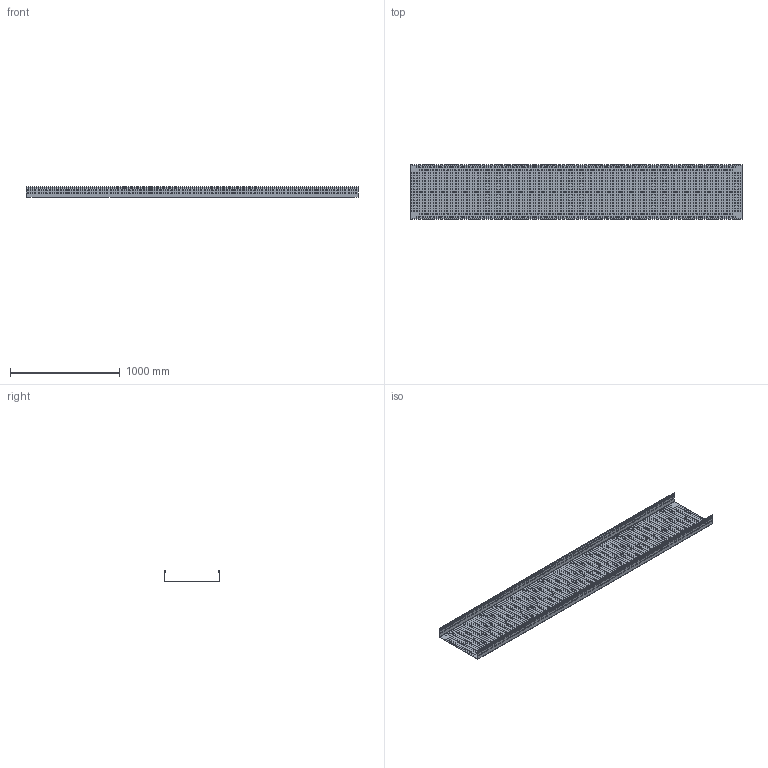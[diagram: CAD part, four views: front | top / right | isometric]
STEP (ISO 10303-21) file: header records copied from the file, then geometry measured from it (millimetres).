
FILE_DESCRIPTION(/* description */ (''),/* implementation_level */ '2;1');
FILE_NAME(/* name */ '487414.stp',/* time_stamp */ '2023-12-19T13:52:26+01:00',/* author */ ('bonnaudn'),/* organization */ (''),/* preprocessor_version */ 'ST-DEVELOPER v19.2',/* originating_system */ 'AutoCAD Mechanical',/* authorisation */ '');
FILE_SCHEMA (('AUTOMOTIVE_DESIGN { 1 0 10303 214 3 1 1 }'));
Products named in the file (1): Product
Bounding box: 3030 x 500.4 x 100.2 mm (x, y, z)
Volume: 3242419.5 mm3; surface area: 4830228.1 mm2
Topology: 1 solids, 2799 shells, 2836 faces, 11126 edges, 11090 vertices
Faces by surface type: plane 2816, cylinder 20
Entity records: 125749 total; most frequent: CARTESIAN_POINT 25053, DIRECTION 22378, ORIENTED_EDGE 11234, EDGE_CURVE 11126, VERTEX_POINT 11090, AXIS2_PLACEMENT_3D 8415, CIRCLE 5578, LINE 5548
